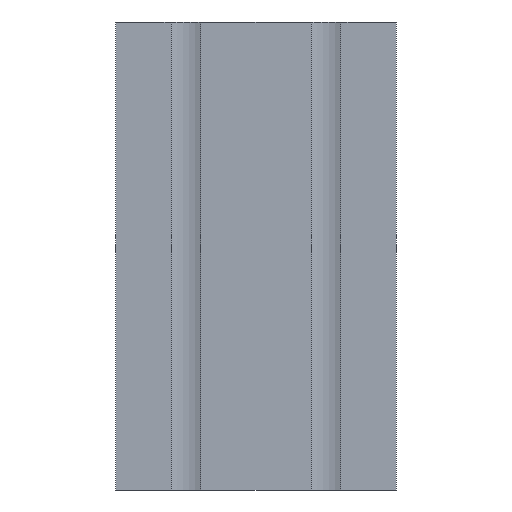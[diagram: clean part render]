
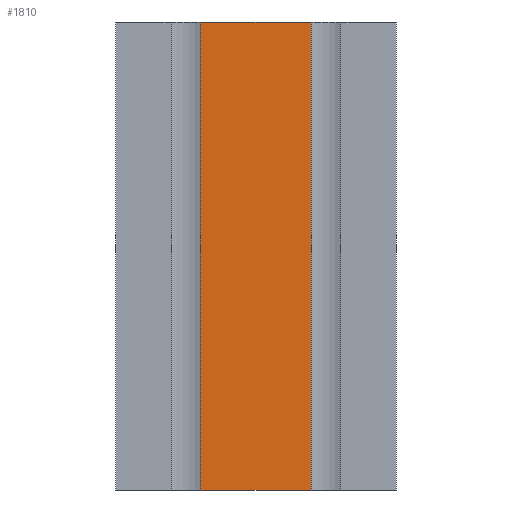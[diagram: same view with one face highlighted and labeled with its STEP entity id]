
A CAD part, left-side view. The second image highlights one B-rep face of the part: STEP entity #1810.
In plain terms, the highlighted planar face has unit normal (-1, 0, 0).
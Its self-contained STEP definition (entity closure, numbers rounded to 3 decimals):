
#1754=CARTESIAN_POINT('',(-18.788,1.606,100.0));
#1755=VERTEX_POINT('',#1754);
#1762=CARTESIAN_POINT('',(-18.788,1.606,0.0));
#1763=VERTEX_POINT('',#1762);
#1764=CARTESIAN_POINT('',(-18.788,1.606,0.0));
#1765=DIRECTION('',(0.0,0.0,1.0));
#1766=VECTOR('',#1765,100.0);
#1767=LINE('',#1764,#1766);
#1768=EDGE_CURVE('',#1763,#1755,#1767,.T.);
#1780=CARTESIAN_POINT('',(-18.788,1.606,0.0));
#1781=DIRECTION('',(-1.0,0.0,0.0));
#1782=DIRECTION('',(0.0,0.0,1.0));
#1783=AXIS2_PLACEMENT_3D('',#1780,#1781,#1782);
#1784=PLANE('',#1783);
#1785=CARTESIAN_POINT('',(-18.788,25.306,100.0));
#1786=VERTEX_POINT('',#1785);
#1787=CARTESIAN_POINT('',(-18.788,1.606,100.0));
#1788=DIRECTION('',(0.0,1.0,0.0));
#1789=VECTOR('',#1788,23.7);
#1790=LINE('',#1787,#1789);
#1791=EDGE_CURVE('',#1755,#1786,#1790,.T.);
#1792=ORIENTED_EDGE('',*,*,#1791,.T.);
#1793=CARTESIAN_POINT('',(-18.788,25.306,0.0));
#1794=VERTEX_POINT('',#1793);
#1795=CARTESIAN_POINT('',(-18.788,25.306,0.0));
#1796=DIRECTION('',(0.0,0.0,1.0));
#1797=VECTOR('',#1796,100.0);
#1798=LINE('',#1795,#1797);
#1799=EDGE_CURVE('',#1794,#1786,#1798,.T.);
#1800=ORIENTED_EDGE('',*,*,#1799,.F.);
#1801=CARTESIAN_POINT('',(-18.788,1.606,0.0));
#1802=DIRECTION('',(0.0,1.0,0.0));
#1803=VECTOR('',#1802,23.7);
#1804=LINE('',#1801,#1803);
#1805=EDGE_CURVE('',#1763,#1794,#1804,.T.);
#1806=ORIENTED_EDGE('',*,*,#1805,.F.);
#1807=ORIENTED_EDGE('',*,*,#1768,.T.);
#1808=EDGE_LOOP('',(#1792,#1800,#1806,#1807));
#1809=FACE_OUTER_BOUND('',#1808,.T.);
#1810=ADVANCED_FACE('',(#1809),#1784,.T.);
